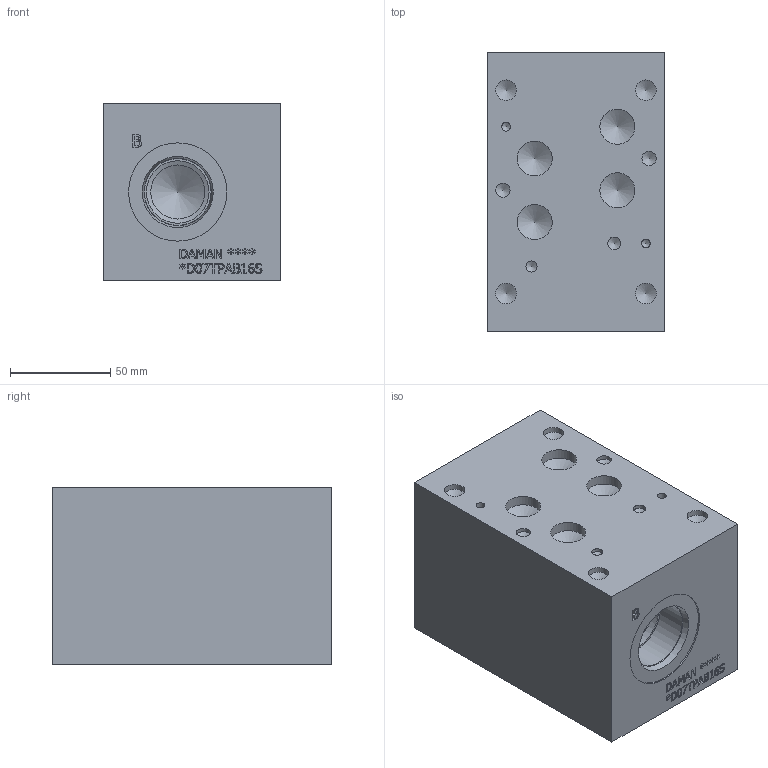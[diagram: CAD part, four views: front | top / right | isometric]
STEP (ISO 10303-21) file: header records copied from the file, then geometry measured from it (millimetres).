
FILE_DESCRIPTION(/* description */ (''),/* implementation_level */ '2;1');
FILE_NAME(/* name */ '_D07TPAB16S.stp',/* time_stamp */ '2020-06-22T13:11:36-04:00',/* author */ ('devonn'),/* organization */ (''),/* preprocessor_version */ 'ST-DEVELOPER v17',/* originating_system */ 'Autodesk Inventor 2019',/* authorisation */ '');
FILE_SCHEMA (('AUTOMOTIVE_DESIGN { 1 0 10303 214 3 1 1 }'));
Length unit declared in the file: millimetre
Products named in the file (1): Part_DD07TPAB16S.C14439R0_3D
Bounding box: 88.9 x 139.7 x 88.9 mm (x, y, z)
Volume: 1030172.3 mm3; surface area: 76560.4 mm2
Topology: 1 solids, 1 shells, 459 faces, 1274 edges, 862 vertices
Faces by surface type: plane 279, bspline 100, cylinder 44, cone 36
Full cylindrical faces by diameter (mm): 3.175 x2, 4.369 x2, 5.537 x2, 6.35 x2, 7.137 x4, 10.312 x8, 11.125 x2, 17.475 x8, 25.4 x4, 27 x2, 31.267 x2, 33.34 x2, 33.757 x2, 49.124 x2
Entity records: 15420 total; most frequent: CARTESIAN_POINT 3866, ORIENTED_EDGE 2488, DIRECTION 1932, EDGE_CURVE 1244, LINE 876, VECTOR 876, VERTEX_POINT 862, EDGE_LOOP 534
